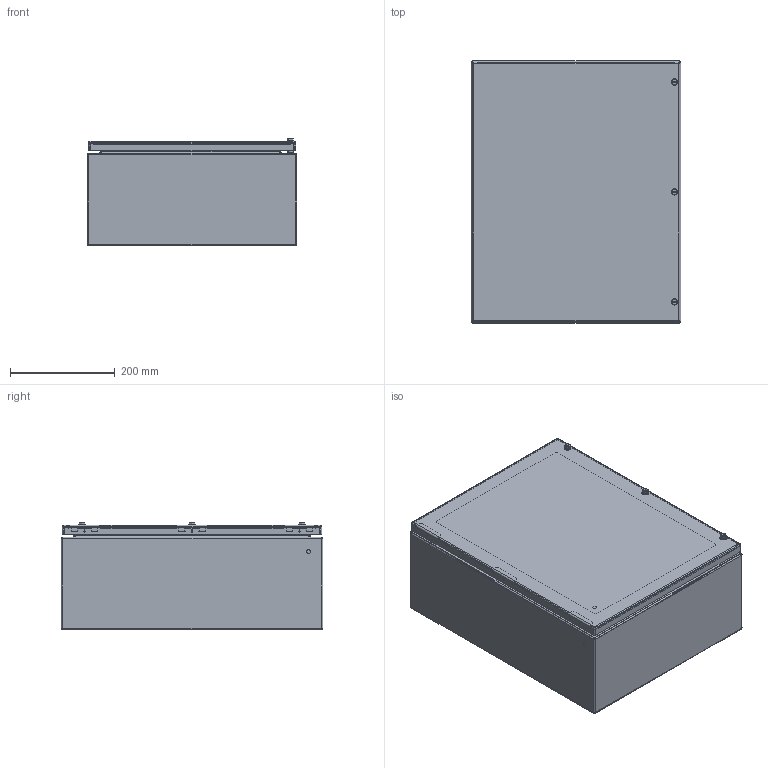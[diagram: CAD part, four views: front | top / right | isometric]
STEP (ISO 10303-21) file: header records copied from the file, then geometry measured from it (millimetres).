
FILE_DESCRIPTION(('CATIA V5R22 STEP214','CAx-IF Rec.Pracs.--- Model Styling and Organization---1.4--- 2014-01-23'),'2;1');
FILE_NAME ('D1518379_1_8000090347_LD_8000090347_KEBI_HS_504020_S2N0_AL.stp','2022-02-03T12:45:35+00:00',('none'),('Weidmueller'),'CATIA Version 5-6 Release 2016 SP3 HF44','CATIA V5 STEP AP214','none');
FILE_SCHEMA(('AUTOMOTIVE_DESIGN { 1 0 10303 214 1 1 1 1 }'));
Length unit declared in the file: millimetre
Products named in the file (1): HS KEBI 500X400X200 0GP
Bounding box: 400 x 500 x 205.6 mm (x, y, z)
Volume: 1491051.3 mm3; surface area: 1764709.4 mm2
Topology: 35 solids, 35 shells, 820 faces, 1997 edges, 1262 vertices
Faces by surface type: cylinder 363, plane 339, cone 42, torus 36, sphere 24, bspline 16
Entity records: 25667 total; most frequent: CARTESIAN_POINT 7257, ORIENTED_EDGE 3946, DIRECTION 3277, EDGE_CURVE 1973, AXIS2_PLACEMENT_3D 1439, VERTEX_POINT 1262, VECTOR 1035, LINE 1035
